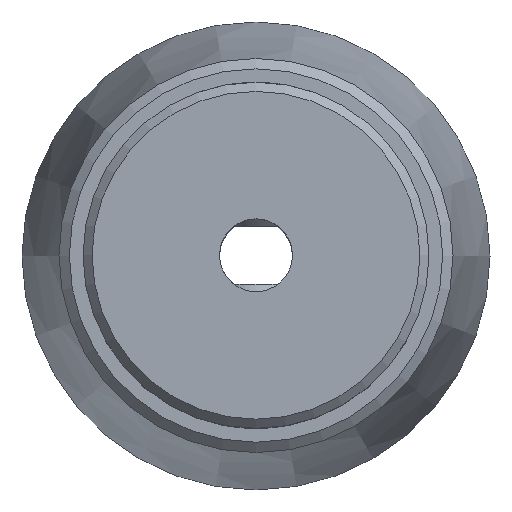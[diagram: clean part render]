
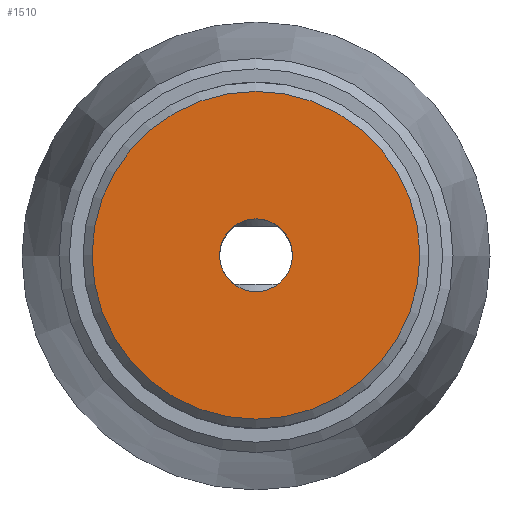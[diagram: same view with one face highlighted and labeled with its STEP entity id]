
A CAD part, top view. The second image highlights one B-rep face of the part: STEP entity #1510.
In plain terms, the highlighted planar face has unit normal (0, 0, 1).
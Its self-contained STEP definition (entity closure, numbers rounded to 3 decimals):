
#153=PLANE('',#1605);
#191=CIRCLE('',#1576,2.);
#204=CIRCLE('',#1606,9.);
#310=ORIENTED_EDGE('',*,*,#515,.T.);
#311=ORIENTED_EDGE('',*,*,#561,.T.);
#515=EDGE_CURVE('',#648,#648,#191,.T.);
#561=EDGE_CURVE('',#680,#680,#204,.F.);
#648=VERTEX_POINT('',#2072);
#680=VERTEX_POINT('',#2237);
#798=EDGE_LOOP('',(#310));
#799=EDGE_LOOP('',(#311));
#900=FACE_BOUND('',#798,.T.);
#901=FACE_BOUND('',#799,.T.);
#1510=ADVANCED_FACE('',(#900,#901),#153,.F.);
#1576=AXIS2_PLACEMENT_3D('',#2071,#1707,#1708);
#1605=AXIS2_PLACEMENT_3D('',#2235,#1783,#1784);
#1606=AXIS2_PLACEMENT_3D('',#2236,#1785,#1786);
#1707=DIRECTION('',(0.,0.,-1.));
#1708=DIRECTION('',(-1.,0.,0.));
#1783=DIRECTION('',(0.,0.,-1.));
#1784=DIRECTION('',(-1.,0.,0.));
#1785=DIRECTION('',(0.,0.,-1.));
#1786=DIRECTION('',(-1.,0.,0.));
#2071=CARTESIAN_POINT('',(0.,0.,32.));
#2072=CARTESIAN_POINT('',(-2.,0.,32.));
#2235=CARTESIAN_POINT('',(9.5,0.,32.));
#2236=CARTESIAN_POINT('',(0.,0.,32.));
#2237=CARTESIAN_POINT('',(-9.,0.,32.));
